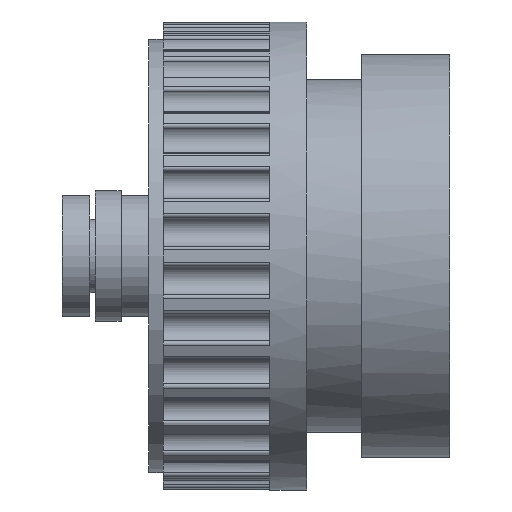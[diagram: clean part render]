
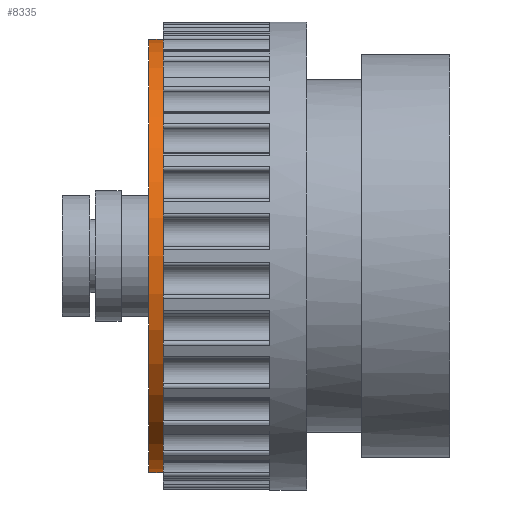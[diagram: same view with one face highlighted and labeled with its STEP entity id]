
A CAD part, left-side view. The second image highlights one B-rep face of the part: STEP entity #8335.
In plain terms, the highlighted cylindrical face has radius 11.8 mm (diameter 23.6 mm), a partial arc.
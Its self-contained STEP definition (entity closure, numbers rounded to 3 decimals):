
#241 = AXIS2_PLACEMENT_3D ( 'NONE', #5179, #5261, #5223 ) ;
#1983 = ORIENTED_EDGE ( 'NONE', *, *, #8012, .F. ) ;
#2265 = CARTESIAN_POINT ( 'NONE',  ( 0., 12.86, -11.8 ) ) ;
#2335 = FACE_OUTER_BOUND ( 'NONE', #5618, .T. ) ;
#2661 = ORIENTED_EDGE ( 'NONE', *, *, #7989, .T. ) ;
#3311 = CIRCLE ( 'NONE', #5735, 11.8 ) ;
#3331 = VECTOR ( 'NONE', #6682, 1000. ) ;
#3418 = LINE ( 'NONE', #6679, #3331 ) ;
#3727 = CIRCLE ( 'NONE', #4304, 11.8 ) ;
#4030 = LINE ( 'NONE', #4598, #4129 ) ;
#4129 = VECTOR ( 'NONE', #4730, 1000. ) ;
#4181 = ORIENTED_EDGE ( 'NONE', *, *, #4411, .F. ) ;
#4304 = AXIS2_PLACEMENT_3D ( 'NONE', #7626, #7592, #7581 ) ;
#4411 = EDGE_CURVE ( 'NONE', #7046, #7731, #3418, .T. ) ;
#4598 = CARTESIAN_POINT ( 'NONE',  ( 0., 12.86, 11.8 ) ) ;
#4730 = DIRECTION ( 'NONE',  ( 0., 1., 0. ) ) ;
#4840 = EDGE_CURVE ( 'NONE', #6605, #5950, #4030, .T. ) ;
#5179 = CARTESIAN_POINT ( 'NONE',  ( 0., 12.86, 0. ) ) ;
#5223 = DIRECTION ( 'NONE',  ( 0., 0., 1. ) ) ;
#5261 = DIRECTION ( 'NONE',  ( 0., 1., 0. ) ) ;
#5618 = EDGE_LOOP ( 'NONE', ( #4181, #2661, #7523, #1983 ) ) ;
#5735 = AXIS2_PLACEMENT_3D ( 'NONE', #8082, #8063, #8048 ) ;
#5950 = VERTEX_POINT ( 'NONE', #9399 ) ;
#6027 = CARTESIAN_POINT ( 'NONE',  ( 0., 12.86, 11.8 ) ) ;
#6605 = VERTEX_POINT ( 'NONE', #6027 ) ;
#6679 = CARTESIAN_POINT ( 'NONE',  ( 0., 12.86, -11.8 ) ) ;
#6682 = DIRECTION ( 'NONE',  ( 0., 1., 0. ) ) ;
#7032 = CYLINDRICAL_SURFACE ( 'NONE', #241, 11.8 ) ;
#7046 = VERTEX_POINT ( 'NONE', #2265 ) ;
#7523 = ORIENTED_EDGE ( 'NONE', *, *, #4840, .T. ) ;
#7581 = DIRECTION ( 'NONE',  ( 0., 0., 1. ) ) ;
#7592 = DIRECTION ( 'NONE',  ( 0., 1., 0. ) ) ;
#7626 = CARTESIAN_POINT ( 'NONE',  ( 0., 13.66, 0. ) ) ;
#7731 = VERTEX_POINT ( 'NONE', #8800 ) ;
#7989 = EDGE_CURVE ( 'NONE', #7046, #6605, #3311, .T. ) ;
#8012 = EDGE_CURVE ( 'NONE', #7731, #5950, #3727, .T. ) ;
#8048 = DIRECTION ( 'NONE',  ( 0., 0., 1. ) ) ;
#8063 = DIRECTION ( 'NONE',  ( 0., 1., 0. ) ) ;
#8082 = CARTESIAN_POINT ( 'NONE',  ( 0., 12.86, 0. ) ) ;
#8335 = ADVANCED_FACE ( 'NONE', ( #2335 ), #7032, .T. ) ;
#8800 = CARTESIAN_POINT ( 'NONE',  ( 0., 13.66, -11.8 ) ) ;
#9399 = CARTESIAN_POINT ( 'NONE',  ( 0., 13.66, 11.8 ) ) ;
